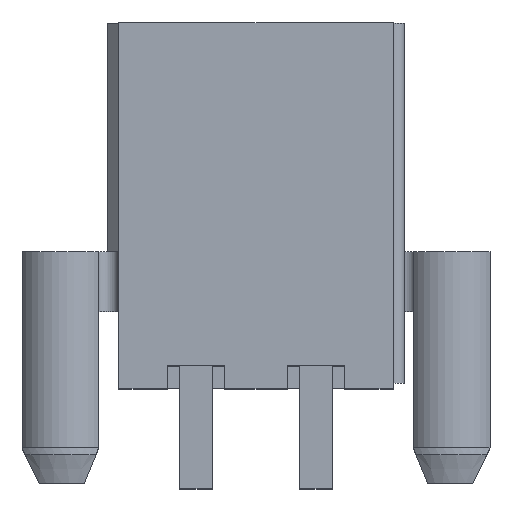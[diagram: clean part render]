
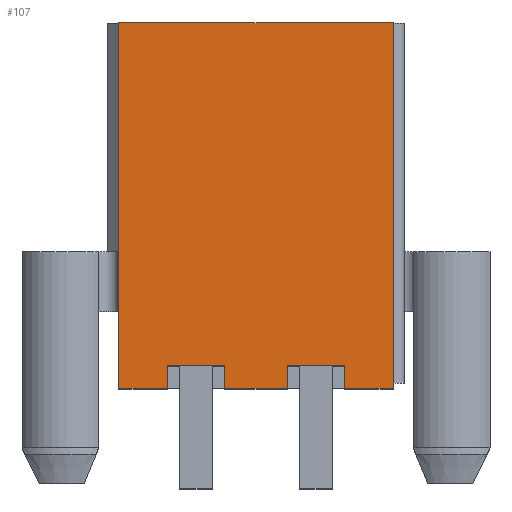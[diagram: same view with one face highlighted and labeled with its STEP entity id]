
A CAD part, top view. The second image highlights one B-rep face of the part: STEP entity #107.
In plain terms, the highlighted planar face has unit normal (0, 0, 1).
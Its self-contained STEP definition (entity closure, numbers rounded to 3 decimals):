
#107=ADVANCED_FACE('',(#344),#345,.T.);
#344=FACE_OUTER_BOUND('',#721,.T.);
#345=PLANE('',#722);
#721=EDGE_LOOP('',(#1411,#1412,#1413,#1414,#1415,#1416,#1417,#1418,#1419,#1420,#1421,#1422));
#722=AXIS2_PLACEMENT_3D('',#1423,#1424,#1425);
#1411=ORIENTED_EDGE('',*,*,#2671,.T.);
#1412=ORIENTED_EDGE('',*,*,#2672,.T.);
#1413=ORIENTED_EDGE('',*,*,#2673,.F.);
#1414=ORIENTED_EDGE('',*,*,#2604,.T.);
#1415=ORIENTED_EDGE('',*,*,#2674,.T.);
#1416=ORIENTED_EDGE('',*,*,#2572,.T.);
#1417=ORIENTED_EDGE('',*,*,#2675,.F.);
#1418=ORIENTED_EDGE('',*,*,#2596,.T.);
#1419=ORIENTED_EDGE('',*,*,#2636,.F.);
#1420=ORIENTED_EDGE('',*,*,#2641,.F.);
#1421=ORIENTED_EDGE('',*,*,#2490,.T.);
#1422=ORIENTED_EDGE('',*,*,#2601,.T.);
#1423=CARTESIAN_POINT('',(-4.8,12.8,4.8));
#1424=DIRECTION('',(0.0,0.0,1.0));
#1425=DIRECTION('',(1.0,0.0,0.0));
#2490=EDGE_CURVE('',#3001,#2999,#3002,.T.);
#2572=EDGE_CURVE('',#3147,#3150,#3152,.T.);
#2596=EDGE_CURVE('',#3192,#3194,#3196,.T.);
#2601=EDGE_CURVE('',#2999,#3202,#3204,.T.);
#2604=EDGE_CURVE('',#3205,#3207,#3209,.T.);
#2636=EDGE_CURVE('',#3254,#3194,#3256,.T.);
#2641=EDGE_CURVE('',#3001,#3254,#3263,.T.);
#2671=EDGE_CURVE('',#3202,#3317,#3318,.T.);
#2672=EDGE_CURVE('',#3317,#3319,#3320,.T.);
#2673=EDGE_CURVE('',#3205,#3319,#3321,.T.);
#2674=EDGE_CURVE('',#3207,#3147,#3322,.T.);
#2675=EDGE_CURVE('',#3192,#3150,#3323,.T.);
#2999=VERTEX_POINT('',#3774);
#3001=VERTEX_POINT('',#3777);
#3002=LINE('',#3778,#3779);
#3147=VERTEX_POINT('',#4001);
#3150=VERTEX_POINT('',#4006);
#3152=LINE('',#4009,#4010);
#3192=VERTEX_POINT('',#4071);
#3194=VERTEX_POINT('',#4074);
#3196=LINE('',#4077,#4078);
#3202=VERTEX_POINT('',#4087);
#3204=LINE('',#4090,#4091);
#3205=VERTEX_POINT('',#4092);
#3207=VERTEX_POINT('',#4095);
#3209=LINE('',#4098,#4099);
#3254=VERTEX_POINT('',#4174);
#3256=LINE('',#4177,#4178);
#3263=LINE('',#4188,#4189);
#3317=VERTEX_POINT('',#4272);
#3318=LINE('',#4273,#4274);
#3319=VERTEX_POINT('',#4275);
#3320=LINE('',#4276,#4277);
#3321=LINE('',#4278,#4279);
#3322=LINE('',#4280,#4281);
#3323=LINE('',#4282,#4283);
#3774=CARTESIAN_POINT('',(-4.8,0.0,4.8));
#3777=CARTESIAN_POINT('',(-4.8,12.8,4.8));
#3778=CARTESIAN_POINT('',(-4.8,12.8,4.8));
#3779=VECTOR('',#5004,12.8);
#4001=CARTESIAN_POINT('',(1.1,0.8,4.8));
#4006=CARTESIAN_POINT('',(3.1,0.8,4.8));
#4009=CARTESIAN_POINT('',(1.1,0.8,4.8));
#4010=VECTOR('',#5088,2.0);
#4071=CARTESIAN_POINT('',(3.1,0.0,4.8));
#4074=CARTESIAN_POINT('',(4.8,0.0,4.8));
#4077=CARTESIAN_POINT('',(3.1,0.0,4.8));
#4078=VECTOR('',#5112,1.7);
#4087=CARTESIAN_POINT('',(-3.1,0.0,4.8));
#4090=CARTESIAN_POINT('',(-4.8,0.0,4.8));
#4091=VECTOR('',#5117,1.7);
#4092=CARTESIAN_POINT('',(-1.1,0.0,4.8));
#4095=CARTESIAN_POINT('',(1.1,0.0,4.8));
#4098=CARTESIAN_POINT('',(-1.1,0.0,4.8));
#4099=VECTOR('',#5120,2.2);
#4174=CARTESIAN_POINT('',(4.8,12.8,4.8));
#4177=CARTESIAN_POINT('',(4.8,12.8,4.8));
#4178=VECTOR('',#5152,12.8);
#4188=CARTESIAN_POINT('',(-4.8,12.8,4.8));
#4189=VECTOR('',#5159,9.6);
#4272=CARTESIAN_POINT('',(-3.1,0.8,4.8));
#4273=CARTESIAN_POINT('',(-3.1,0.0,4.8));
#4274=VECTOR('',#5189,0.8);
#4275=CARTESIAN_POINT('',(-1.1,0.8,4.8));
#4276=CARTESIAN_POINT('',(-3.1,0.8,4.8));
#4277=VECTOR('',#5190,2.0);
#4278=CARTESIAN_POINT('',(-1.1,0.0,4.8));
#4279=VECTOR('',#5191,0.8);
#4280=CARTESIAN_POINT('',(1.1,0.0,4.8));
#4281=VECTOR('',#5192,0.8);
#4282=CARTESIAN_POINT('',(3.1,0.0,4.8));
#4283=VECTOR('',#5193,0.8);
#5004=DIRECTION('',(0.0,-1.0,0.0));
#5088=DIRECTION('',(1.0,0.0,0.0));
#5112=DIRECTION('',(1.0,0.0,0.0));
#5117=DIRECTION('',(1.0,0.0,0.0));
#5120=DIRECTION('',(1.0,0.0,0.0));
#5152=DIRECTION('',(0.0,-1.0,0.0));
#5159=DIRECTION('',(1.0,0.0,0.0));
#5189=DIRECTION('',(0.0,1.0,0.0));
#5190=DIRECTION('',(1.0,0.0,0.0));
#5191=DIRECTION('',(0.0,1.0,0.0));
#5192=DIRECTION('',(0.0,1.0,0.0));
#5193=DIRECTION('',(0.0,1.0,0.0));
